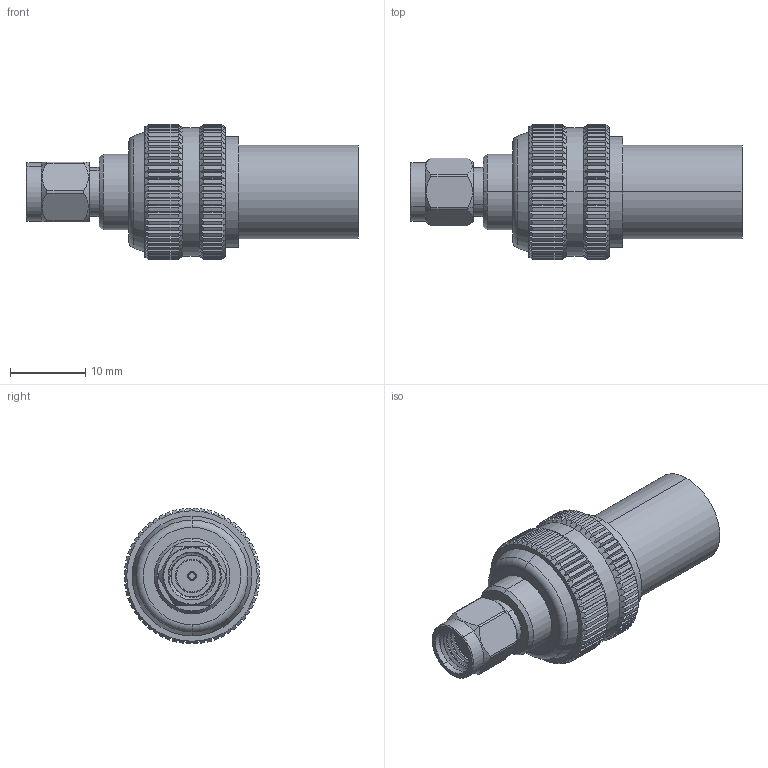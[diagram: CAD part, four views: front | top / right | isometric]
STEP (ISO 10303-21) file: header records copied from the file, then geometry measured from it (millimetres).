
FILE_DESCRIPTION (( 'STEP AP214' ), '1' );
FILE_NAME ('LCCN3173_3D.STEP', '2022-07-08T16:46:10', ( '' ), ( '' ), 'SwSTEP 2.0', 'SolidWorks 2021', '' );
FILE_SCHEMA (( 'AUTOMOTIVE_DESIGN' ));
Length unit declared in the file: inch
Products named in the file (1): LCCN3173_3D
Bounding box: 44.04 x 18 x 18 mm (x, y, z)
Volume: 4595.7 mm3; surface area: 3630.9 mm2
Topology: 2 solids, 3 shells, 551 faces, 1445 edges, 914 vertices
Faces by surface type: plane 278, cylinder 179, cone 87, bspline 5, torus 2
Entity records: 19652 total; most frequent: CARTESIAN_POINT 6824, ORIENTED_EDGE 2890, DIRECTION 2393, EDGE_CURVE 1445, AXIS2_PLACEMENT_3D 967, VERTEX_POINT 914, EDGE_LOOP 567, FACE_OUTER_BOUND 551
